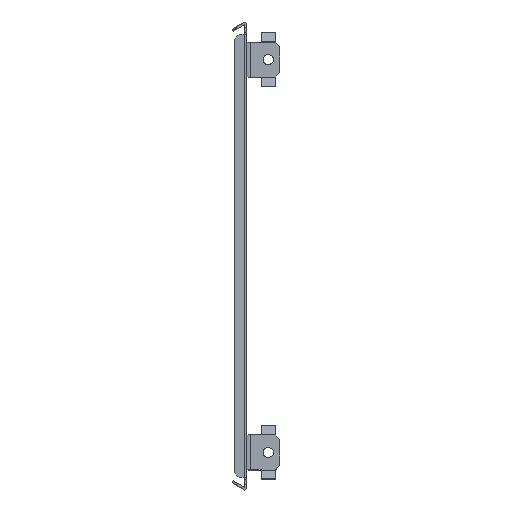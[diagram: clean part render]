
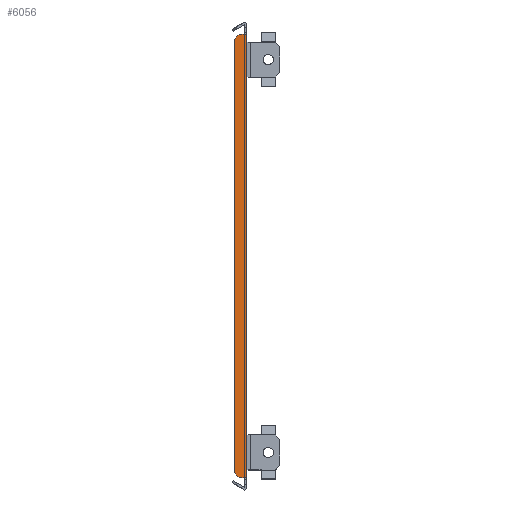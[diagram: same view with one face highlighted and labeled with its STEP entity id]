
A CAD part, front view. The second image highlights one B-rep face of the part: STEP entity #6056.
In plain terms, the highlighted planar face has unit normal (0, -1, 0).
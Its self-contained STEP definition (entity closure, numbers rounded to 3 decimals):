
#72 = CARTESIAN_POINT ( 'NONE',  ( -8., -253., -137.897 ) ) ;
#218 = EDGE_CURVE ( 'NONE', #11020, #18893, #7103, .T. ) ;
#558 = DIRECTION ( 'NONE',  ( -1., 0., 0. ) ) ;
#722 = DIRECTION ( 'NONE',  ( 0.707, 0., -0.707 ) ) ;
#1347 = EDGE_CURVE ( 'NONE', #17939, #15095, #21514, .T. ) ;
#1468 = DIRECTION ( 'NONE',  ( 1., 0., 0. ) ) ;
#1789 = LINE ( 'NONE', #14712, #7080 ) ;
#2331 = AXIS2_PLACEMENT_3D ( 'NONE', #19721, #14518, #6470 ) ;
#2357 = VECTOR ( 'NONE', #8053, 1000. ) ;
#2376 = CARTESIAN_POINT ( 'NONE',  ( 0., -253., 140.897 ) ) ;
#2513 = VERTEX_POINT ( 'NONE', #8709 ) ;
#2633 = EDGE_CURVE ( 'NONE', #7531, #4975, #7179, .T. ) ;
#3245 = ORIENTED_EDGE ( 'NONE', *, *, #218, .T. ) ;
#3922 = EDGE_CURVE ( 'NONE', #18662, #7531, #14089, .T. ) ;
#4428 = DIRECTION ( 'NONE',  ( 0., 0., -1. ) ) ;
#4827 = EDGE_CURVE ( 'NONE', #4975, #17939, #19476, .T. ) ;
#4975 = VERTEX_POINT ( 'NONE', #8809 ) ;
#5416 = ORIENTED_EDGE ( 'NONE', *, *, #3922, .T. ) ;
#6052 = CARTESIAN_POINT ( 'NONE',  ( -5., -253., 140.897 ) ) ;
#6056 = ADVANCED_FACE ( 'NONE', ( #7370 ), #19296, .F. ) ;
#6060 = LINE ( 'NONE', #19302, #18295 ) ;
#6089 = EDGE_CURVE ( 'NONE', #18893, #2513, #7909, .T. ) ;
#6224 = DIRECTION ( 'NONE',  ( 1., 0., 0. ) ) ;
#6470 = DIRECTION ( 'NONE',  ( -1., 0., 0. ) ) ;
#7080 = VECTOR ( 'NONE', #1468, 1000. ) ;
#7103 = LINE ( 'NONE', #13731, #11766 ) ;
#7179 = LINE ( 'NONE', #17145, #16888 ) ;
#7304 = DIRECTION ( 'NONE',  ( 1., 0., 0. ) ) ;
#7370 = FACE_OUTER_BOUND ( 'NONE', #17444, .T. ) ;
#7531 = VERTEX_POINT ( 'NONE', #8436 ) ;
#7909 = LINE ( 'NONE', #21165, #8935 ) ;
#8053 = DIRECTION ( 'NONE',  ( 0., 0., 1. ) ) ;
#8436 = CARTESIAN_POINT ( 'NONE',  ( -5., -253., -140.897 ) ) ;
#8709 = CARTESIAN_POINT ( 'NONE',  ( -8., -253., 137.897 ) ) ;
#8809 = CARTESIAN_POINT ( 'NONE',  ( -2.5, -253., -140.897 ) ) ;
#8935 = VECTOR ( 'NONE', #12685, 1000. ) ;
#8982 = EDGE_CURVE ( 'NONE', #11020, #15095, #1789, .T. ) ;
#9369 = ORIENTED_EDGE ( 'NONE', *, *, #4827, .T. ) ;
#9889 = CARTESIAN_POINT ( 'NONE',  ( 0., -253., 0. ) ) ;
#10921 = ORIENTED_EDGE ( 'NONE', *, *, #15246, .T. ) ;
#11020 = VERTEX_POINT ( 'NONE', #12428 ) ;
#11766 = VECTOR ( 'NONE', #558, 1000. ) ;
#12428 = CARTESIAN_POINT ( 'NONE',  ( -2.5, -253., 140.897 ) ) ;
#12685 = DIRECTION ( 'NONE',  ( -0.707, 0., -0.707 ) ) ;
#13709 = CARTESIAN_POINT ( 'NONE',  ( 0., -253., -140.897 ) ) ;
#13731 = CARTESIAN_POINT ( 'NONE',  ( 0., -253., 140.897 ) ) ;
#14089 = LINE ( 'NONE', #15618, #15212 ) ;
#14518 = DIRECTION ( 'NONE',  ( 0., 1., 0. ) ) ;
#14712 = CARTESIAN_POINT ( 'NONE',  ( 0., -253., 140.897 ) ) ;
#14838 = ORIENTED_EDGE ( 'NONE', *, *, #1347, .T. ) ;
#15095 = VERTEX_POINT ( 'NONE', #2376 ) ;
#15103 = VECTOR ( 'NONE', #6224, 1000. ) ;
#15212 = VECTOR ( 'NONE', #722, 1000. ) ;
#15246 = EDGE_CURVE ( 'NONE', #2513, #18662, #6060, .T. ) ;
#15618 = CARTESIAN_POINT ( 'NONE',  ( -72.948, -253., -72.948 ) ) ;
#16888 = VECTOR ( 'NONE', #7304, 1000. ) ;
#17145 = CARTESIAN_POINT ( 'NONE',  ( 0., -253., -140.897 ) ) ;
#17444 = EDGE_LOOP ( 'NONE', ( #19580, #9369, #14838, #17562, #3245, #20977, #10921, #5416 ) ) ;
#17562 = ORIENTED_EDGE ( 'NONE', *, *, #8982, .F. ) ;
#17939 = VERTEX_POINT ( 'NONE', #13709 ) ;
#18295 = VECTOR ( 'NONE', #4428, 1000. ) ;
#18662 = VERTEX_POINT ( 'NONE', #72 ) ;
#18893 = VERTEX_POINT ( 'NONE', #6052 ) ;
#19296 = PLANE ( 'NONE',  #2331 ) ;
#19302 = CARTESIAN_POINT ( 'NONE',  ( -8., -253., 0. ) ) ;
#19365 = CARTESIAN_POINT ( 'NONE',  ( -2.5, -253., -140.897 ) ) ;
#19476 = LINE ( 'NONE', #19365, #15103 ) ;
#19580 = ORIENTED_EDGE ( 'NONE', *, *, #2633, .T. ) ;
#19721 = CARTESIAN_POINT ( 'NONE',  ( 0., -253., 0. ) ) ;
#20977 = ORIENTED_EDGE ( 'NONE', *, *, #6089, .T. ) ;
#21165 = CARTESIAN_POINT ( 'NONE',  ( -72.948, -253., 72.948 ) ) ;
#21514 = LINE ( 'NONE', #9889, #2357 ) ;
